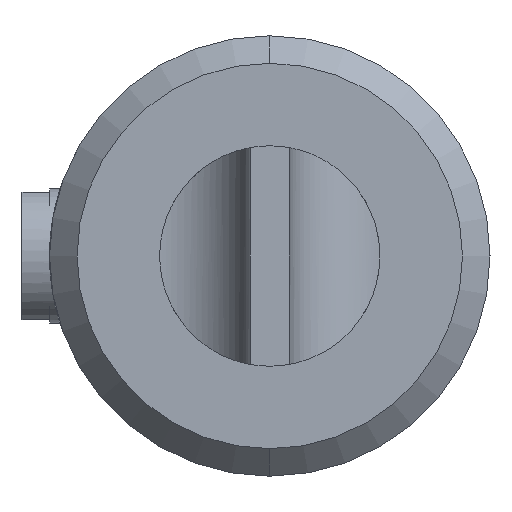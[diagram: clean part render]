
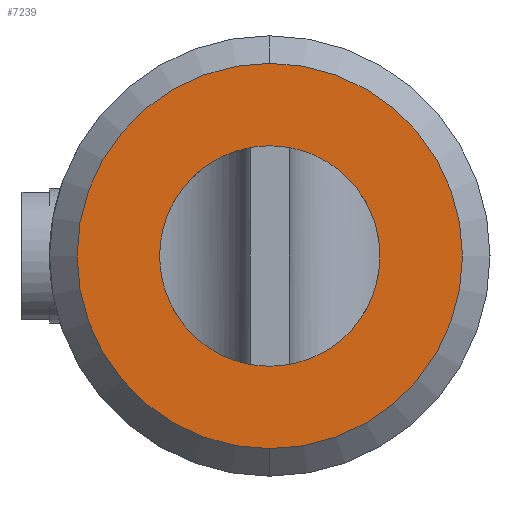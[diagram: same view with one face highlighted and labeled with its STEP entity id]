
A CAD part, front view. The second image highlights one B-rep face of the part: STEP entity #7239.
In plain terms, the highlighted face is planar.
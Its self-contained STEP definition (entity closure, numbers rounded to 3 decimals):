
#354 = CARTESIAN_POINT ( 'NONE',  ( 0., 5., -2. ) ) ;
#524 = DIRECTION ( 'NONE',  ( 0., 0., 1. ) ) ;
#702 = CARTESIAN_POINT ( 'NONE',  ( 0., 5., 0. ) ) ;
#1191 = AXIS2_PLACEMENT_3D ( 'NONE', #702, #10263, #6015 ) ;
#1870 = CARTESIAN_POINT ( 'NONE',  ( 0., 5., 2. ) ) ;
#2244 = ORIENTED_EDGE ( 'NONE', *, *, #7976, .T. ) ;
#2877 = ORIENTED_EDGE ( 'NONE', *, *, #7604, .T. ) ;
#3073 = VERTEX_POINT ( 'NONE', #4233 ) ;
#3576 = ORIENTED_EDGE ( 'NONE', *, *, #10608, .T. ) ;
#3743 = CARTESIAN_POINT ( 'NONE',  ( 0., 5., 0. ) ) ;
#3843 = CARTESIAN_POINT ( 'NONE',  ( 0., 5., 0. ) ) ;
#3875 = VERTEX_POINT ( 'NONE', #354 ) ;
#4009 = CARTESIAN_POINT ( 'NONE',  ( 0., 5., 3.5 ) ) ;
#4197 = DIRECTION ( 'NONE',  ( 0., 0., 1. ) ) ;
#4233 = CARTESIAN_POINT ( 'NONE',  ( 0., 5., -3.5 ) ) ;
#4824 = FACE_BOUND ( 'NONE', #8150, .T. ) ;
#4915 = DIRECTION ( 'NONE',  ( 0., 0., -1. ) ) ;
#5816 = DIRECTION ( 'NONE',  ( 0., 0., 1. ) ) ;
#5866 = DIRECTION ( 'NONE',  ( 0., 1., 0. ) ) ;
#6015 = DIRECTION ( 'NONE',  ( 0., 0., -1. ) ) ;
#7239 = ADVANCED_FACE ( 'NONE', ( #13220, #4824 ), #8847, .T. ) ;
#7604 = EDGE_CURVE ( 'NONE', #7655, #3875, #8399, .T. ) ;
#7655 = VERTEX_POINT ( 'NONE', #1870 ) ;
#7774 = AXIS2_PLACEMENT_3D ( 'NONE', #11090, #13152, #524 ) ;
#7965 = EDGE_LOOP ( 'NONE', ( #3576, #8949 ) ) ;
#7976 = EDGE_CURVE ( 'NONE', #3875, #7655, #9884, .T. ) ;
#8150 = EDGE_LOOP ( 'NONE', ( #2244, #2877 ) ) ;
#8399 = CIRCLE ( 'NONE', #1191, 2. ) ;
#8723 = AXIS2_PLACEMENT_3D ( 'NONE', #3843, #13501, #4915 ) ;
#8847 = PLANE ( 'NONE',  #7774 ) ;
#8949 = ORIENTED_EDGE ( 'NONE', *, *, #9209, .T. ) ;
#9082 = AXIS2_PLACEMENT_3D ( 'NONE', #10566, #9501, #4197 ) ;
#9209 = EDGE_CURVE ( 'NONE', #10151, #3073, #12211, .T. ) ;
#9501 = DIRECTION ( 'NONE',  ( 0., 1., 0. ) ) ;
#9884 = CIRCLE ( 'NONE', #8723, 2. ) ;
#10151 = VERTEX_POINT ( 'NONE', #4009 ) ;
#10263 = DIRECTION ( 'NONE',  ( 0., -1., 0. ) ) ;
#10566 = CARTESIAN_POINT ( 'NONE',  ( 0., 5., 0. ) ) ;
#10608 = EDGE_CURVE ( 'NONE', #3073, #10151, #11023, .T. ) ;
#10758 = AXIS2_PLACEMENT_3D ( 'NONE', #3743, #5866, #5816 ) ;
#11023 = CIRCLE ( 'NONE', #9082, 3.5 ) ;
#11090 = CARTESIAN_POINT ( 'NONE',  ( 2., 5., 0. ) ) ;
#12211 = CIRCLE ( 'NONE', #10758, 3.5 ) ;
#13152 = DIRECTION ( 'NONE',  ( 0., 1., 0. ) ) ;
#13220 = FACE_OUTER_BOUND ( 'NONE', #7965, .T. ) ;
#13501 = DIRECTION ( 'NONE',  ( 0., -1., 0. ) ) ;
